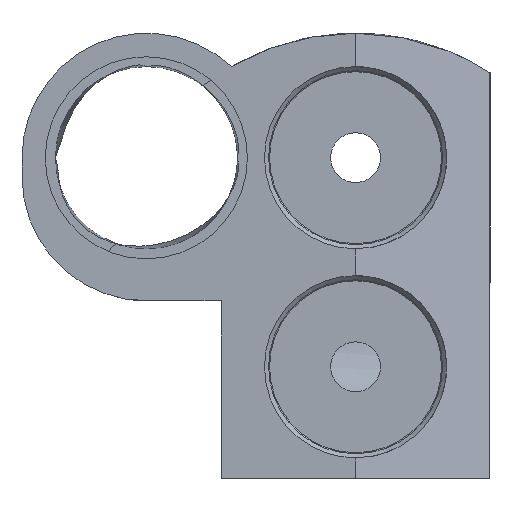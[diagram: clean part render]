
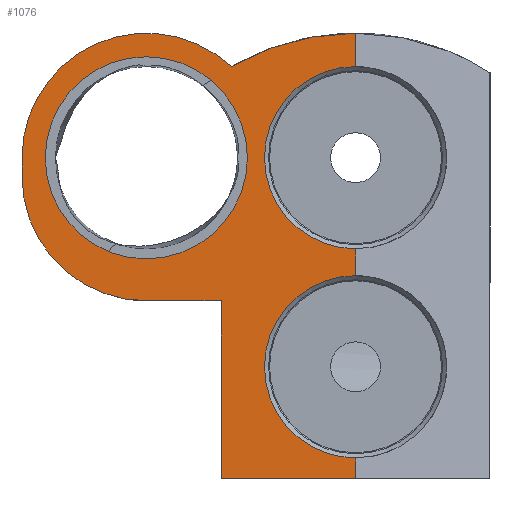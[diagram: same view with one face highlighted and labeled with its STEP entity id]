
A CAD part, left-side view. The second image highlights one B-rep face of the part: STEP entity #1076.
In plain terms, the highlighted planar face has unit normal (-1, 0, 0).
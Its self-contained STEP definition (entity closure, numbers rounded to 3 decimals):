
#828=FACE_BOUND('',#1277,.T.);
#829=FACE_BOUND('',#1278,.T.);
#976=CIRCLE('',#2360,0.25);
#978=CIRCLE('',#2366,0.5);
#986=CIRCLE('',#2380,0.25);
#988=CIRCLE('',#2385,0.203);
#989=CIRCLE('',#2387,0.183);
#990=CIRCLE('',#2388,0.183);
#1076=ADVANCED_FACE('',(#828,#829),#1172,.T.);
#1172=PLANE('',#2389);
#1277=EDGE_LOOP('',(#1463));
#1278=EDGE_LOOP('',(#1464,#1465,#1466,#1467,#1468,#1469,#1470,#1471,#1472,
#1473,#1474,#1475));
#1463=ORIENTED_EDGE('',*,*,#2009,.F.);
#1464=ORIENTED_EDGE('',*,*,#2010,.T.);
#1465=ORIENTED_EDGE('',*,*,#2011,.T.);
#1466=ORIENTED_EDGE('',*,*,#2012,.T.);
#1467=ORIENTED_EDGE('',*,*,#2013,.T.);
#1468=ORIENTED_EDGE('',*,*,#2014,.T.);
#1469=ORIENTED_EDGE('',*,*,#1993,.T.);
#1470=ORIENTED_EDGE('',*,*,#2005,.T.);
#1471=ORIENTED_EDGE('',*,*,#2006,.T.);
#1472=ORIENTED_EDGE('',*,*,#1981,.T.);
#1473=ORIENTED_EDGE('',*,*,#1990,.T.);
#1474=ORIENTED_EDGE('',*,*,#1977,.T.);
#1475=ORIENTED_EDGE('',*,*,#1988,.T.);
#1825=VERTEX_POINT('',#3026);
#1827=VERTEX_POINT('',#3030);
#1828=VERTEX_POINT('',#3034);
#1831=VERTEX_POINT('',#3039);
#1836=VERTEX_POINT('',#3053);
#1838=VERTEX_POINT('',#3062);
#1839=VERTEX_POINT('',#3064);
#1849=VERTEX_POINT('',#3098);
#1851=VERTEX_POINT('',#3108);
#1852=VERTEX_POINT('',#3111);
#1853=VERTEX_POINT('',#3113);
#1854=VERTEX_POINT('',#3115);
#1855=VERTEX_POINT('',#3117);
#1977=EDGE_CURVE('',#1825,#1827,#2186,.T.);
#1981=EDGE_CURVE('',#1828,#1831,#976,.T.);
#1988=EDGE_CURVE('',#1827,#1836,#2195,.T.);
#1990=EDGE_CURVE('',#1831,#1825,#2197,.T.);
#1993=EDGE_CURVE('',#1839,#1838,#978,.T.);
#2005=EDGE_CURVE('',#1838,#1849,#986,.T.);
#2006=EDGE_CURVE('',#1849,#1828,#2200,.T.);
#2009=EDGE_CURVE('',#1851,#1851,#988,.T.);
#2010=EDGE_CURVE('',#1836,#1852,#2202,.T.);
#2011=EDGE_CURVE('',#1852,#1853,#989,.T.);
#2012=EDGE_CURVE('',#1853,#1854,#2203,.T.);
#2013=EDGE_CURVE('',#1854,#1855,#990,.T.);
#2014=EDGE_CURVE('',#1855,#1839,#2204,.T.);
#2186=LINE('',#3031,#2273);
#2195=LINE('',#3054,#2282);
#2197=LINE('',#3057,#2284);
#2200=LINE('',#3101,#2287);
#2202=LINE('',#3110,#2289);
#2203=LINE('',#3114,#2290);
#2204=LINE('',#3118,#2291);
#2273=VECTOR('',#2555,1.);
#2282=VECTOR('',#2574,1.);
#2284=VECTOR('',#2578,1.);
#2287=VECTOR('',#2617,1.);
#2289=VECTOR('',#2629,1.);
#2290=VECTOR('',#2632,1.);
#2291=VECTOR('',#2635,1.);
#2360=AXIS2_PLACEMENT_3D('',#3040,#2562,#2563);
#2366=AXIS2_PLACEMENT_3D('',#3063,#2584,#2585);
#2380=AXIS2_PLACEMENT_3D('',#3099,#2613,#2614);
#2385=AXIS2_PLACEMENT_3D('',#3107,#2625,#2626);
#2387=AXIS2_PLACEMENT_3D('',#3112,#2630,#2631);
#2388=AXIS2_PLACEMENT_3D('',#3116,#2633,#2634);
#2389=AXIS2_PLACEMENT_3D('',#3119,#2636,#2637);
#2555=DIRECTION('',(0.,0.,-1.));
#2562=DIRECTION('',(-1.,0.,0.));
#2563=DIRECTION('',(0.,1.,0.));
#2574=DIRECTION('',(0.,-1.,0.));
#2578=DIRECTION('',(0.,-1.,0.));
#2584=DIRECTION('',(-1.,0.,0.));
#2585=DIRECTION('',(0.,0.,1.));
#2613=DIRECTION('',(-1.,0.,0.));
#2614=DIRECTION('',(0.,-0.681,0.732));
#2617=DIRECTION('',(0.,0.,-1.));
#2625=DIRECTION('',(-1.,0.,0.));
#2626=DIRECTION('',(0.,1.,0.));
#2629=DIRECTION('',(0.,0.,1.));
#2630=DIRECTION('',(1.,0.,0.));
#2631=DIRECTION('',(0.,1.,0.));
#2632=DIRECTION('',(0.,0.,1.));
#2633=DIRECTION('',(1.,0.,0.));
#2634=DIRECTION('',(0.,-1.,0.));
#2635=DIRECTION('',(0.,0.,1.));
#2636=DIRECTION('',(-1.,0.,0.));
#2637=DIRECTION('',(0.,0.,1.));
#3026=CARTESIAN_POINT('',(-2.433,0.27,-0.288));
#3030=CARTESIAN_POINT('',(-2.433,0.27,-0.645));
#3031=CARTESIAN_POINT('',(-2.433,0.27,-0.288));
#3034=CARTESIAN_POINT('',(-2.433,0.67,-0.038));
#3039=CARTESIAN_POINT('',(-2.433,0.42,-0.288));
#3040=CARTESIAN_POINT('',(-2.433,0.42,-0.038));
#3053=CARTESIAN_POINT('',(-2.433,0.,-0.645));
#3054=CARTESIAN_POINT('',(-2.433,-0.109,-0.645));
#3057=CARTESIAN_POINT('',(-2.433,0.42,-0.288));
#3062=CARTESIAN_POINT('',(-2.433,0.25,0.183));
#3063=CARTESIAN_POINT('',(-2.433,0.,-0.25));
#3064=CARTESIAN_POINT('',(-2.433,0.,0.25));
#3098=CARTESIAN_POINT('',(-2.433,0.67,0.));
#3099=CARTESIAN_POINT('',(-2.433,0.42,0.));
#3101=CARTESIAN_POINT('',(-2.433,0.67,0.));
#3107=CARTESIAN_POINT('',(-2.433,0.42,0.));
#3108=CARTESIAN_POINT('',(-2.433,0.623,0.));
#3110=CARTESIAN_POINT('',(-2.433,0.,0.09));
#3111=CARTESIAN_POINT('',(-2.433,0.,-0.603));
#3112=CARTESIAN_POINT('',(-2.433,0.,-0.42));
#3113=CARTESIAN_POINT('',(-2.433,0.,-0.237));
#3114=CARTESIAN_POINT('',(-2.433,0.,0.09));
#3115=CARTESIAN_POINT('',(-2.433,0.,-0.183));
#3116=CARTESIAN_POINT('',(-2.433,0.,0.));
#3117=CARTESIAN_POINT('',(-2.433,0.,0.183));
#3118=CARTESIAN_POINT('',(-2.433,0.,0.09));
#3119=CARTESIAN_POINT('',(-2.433,0.,0.));
